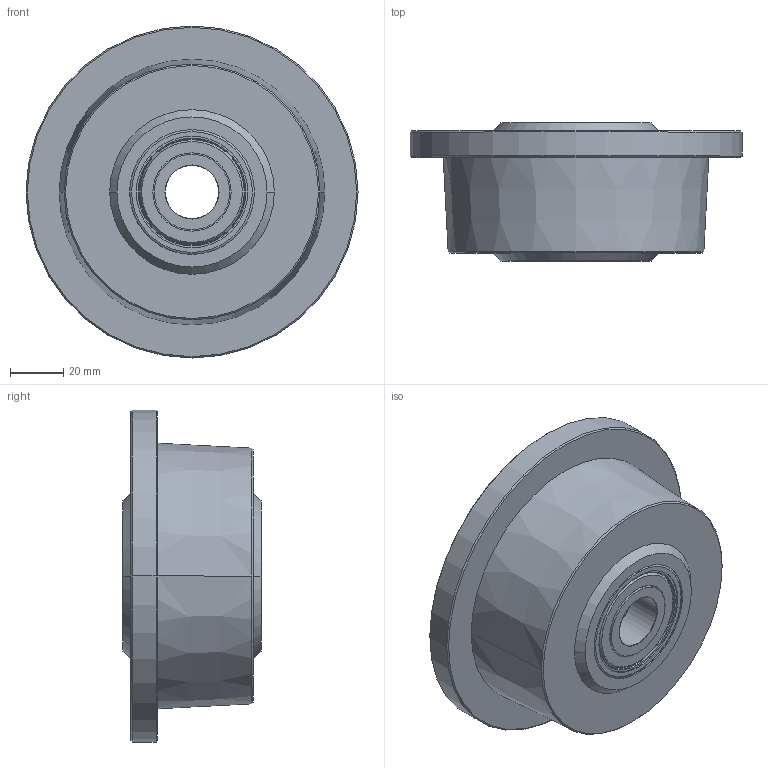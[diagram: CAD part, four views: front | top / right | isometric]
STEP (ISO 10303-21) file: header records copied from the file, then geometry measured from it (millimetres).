
FILE_DESCRIPTION(('STEP AP214'),'1');
FILE_NAME('BZH100WNYSFBJM20.STEP','2021-11-02T16:37:58',(' '),(' '),'Spatial InterOp 3D',' ',' ');
FILE_SCHEMA(('AUTOMOTIVE_DESIGN { 1 0 10303 214 1 1 1 1 }'));
Length unit declared in the file: metre
Products named in the file (12): BZH100WNYSFBJM20; BEARING6204ZZ; INNER; OUTER; BALL BEARINGS; Component3; MIDDLE; METAL; BEARING SPACER
Assembly tree (30 placements, depth 4):
  BZH100WNYSFBJM20
    BZH100WNYSFBJM20
    BEARING6204ZZ
      INNER
      OUTER
      BALL BEARINGS
        Component3  x8
      MIDDLE
      METAL
    BEARING6204ZZ
      INNER
      OUTER
      BALL BEARINGS
        Component3  x8
      MIDDLE
      METAL
    BEARING SPACER
Bounding box: 125 x 52 x 125 mm (x, y, z)
Volume: 358802.4 mm3; surface area: 79326.5 mm2
Topology: 28 solids, 28 shells, 421 faces, 1098 edges, 706 vertices
Faces by surface type: cylinder 132, plane 125, sphere 96, torus 40, cone 28
Entity records: 7376 total; most frequent: CARTESIAN_POINT 1502, DIRECTION 1364, ORIENTED_EDGE 1008, AXIS2_PLACEMENT_3D 644, EDGE_CURVE 504, CIRCLE 396, VERTEX_POINT 360, EDGE_LOOP 296
